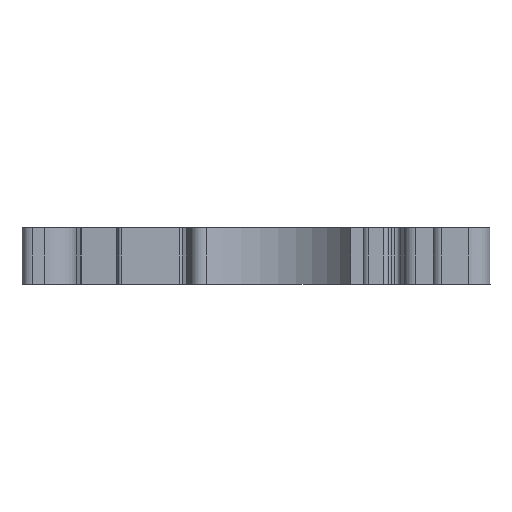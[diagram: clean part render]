
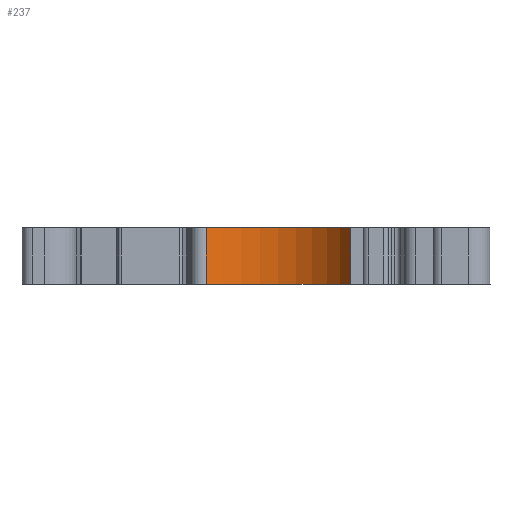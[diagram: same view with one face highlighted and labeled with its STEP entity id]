
A CAD part, front view. The second image highlights one B-rep face of the part: STEP entity #237.
In plain terms, the highlighted cylindrical face has radius 10 mm (diameter 20 mm), a partial arc.
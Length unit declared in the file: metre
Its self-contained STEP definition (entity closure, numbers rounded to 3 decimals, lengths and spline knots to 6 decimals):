
#237 = ADVANCED_FACE( '', ( #647 ), #648, .F. );
#647 = FACE_OUTER_BOUND( '', #1133, .T. );
#648 = CYLINDRICAL_SURFACE( '', #1134, 0.01 );
#1133 = EDGE_LOOP( '', ( #2811, #2812, #2813, #2814 ) );
#1134 = AXIS2_PLACEMENT_3D( '', #2815, #2816, #2817 );
#2811 = ORIENTED_EDGE( '', *, *, #3935, .F. );
#2812 = ORIENTED_EDGE( '', *, *, #3441, .T. );
#2813 = ORIENTED_EDGE( '', *, *, #3936, .T. );
#2814 = ORIENTED_EDGE( '', *, *, #3634, .T. );
#2815 = CARTESIAN_POINT( '', ( 0., -0.0196, -0.03 ) );
#2816 = DIRECTION( '', ( 0., 0., -1. ) );
#2817 = DIRECTION( '', ( 1., 0., 0. ) );
#3441 = EDGE_CURVE( '', #4222, #4220, #4223, .T. );
#3634 = EDGE_CURVE( '', #4599, #4597, #4600, .T. );
#3935 = EDGE_CURVE( '', #4222, #4597, #5051, .T. );
#3936 = EDGE_CURVE( '', #4220, #4599, #5052, .T. );
#4220 = VERTEX_POINT( '', #5410 );
#4222 = VERTEX_POINT( '', #5413 );
#4223 = CIRCLE( '', #5414, 0.01 );
#4597 = VERTEX_POINT( '', #5911 );
#4599 = VERTEX_POINT( '', #5913 );
#4600 = CIRCLE( '', #5914, 0.01 );
#5051 = LINE( '', #6623, #6624 );
#5052 = LINE( '', #6625, #6626 );
#5410 = CARTESIAN_POINT( '', ( 0.00866, -0.0146, -0.0051 ) );
#5413 = CARTESIAN_POINT( '', ( -0.004542, -0.010691, -0.0051 ) );
#5414 = AXIS2_PLACEMENT_3D( '', #6933, #6934, #6935 );
#5911 = CARTESIAN_POINT( '', ( -0.004542, -0.010691, 0.00005 ) );
#5913 = CARTESIAN_POINT( '', ( 0.00866, -0.0146, 0.00005 ) );
#5914 = AXIS2_PLACEMENT_3D( '', #7272, #7273, #7274 );
#6623 = CARTESIAN_POINT( '', ( -0.004542, -0.010691, -0.03 ) );
#6624 = VECTOR( '', #7671, 1. );
#6625 = CARTESIAN_POINT( '', ( 0.00866, -0.0146, -0.03 ) );
#6626 = VECTOR( '', #7672, 1. );
#6933 = CARTESIAN_POINT( '', ( 0., -0.0196, -0.0051 ) );
#6934 = DIRECTION( '', ( 0., 0., -1. ) );
#6935 = DIRECTION( '', ( -1., 0., 0. ) );
#7272 = CARTESIAN_POINT( '', ( 0., -0.0196, 0.00005 ) );
#7273 = DIRECTION( '', ( 0., 0., 1. ) );
#7274 = DIRECTION( '', ( 0., -1., 0. ) );
#7671 = DIRECTION( '', ( 0., 0., 1. ) );
#7672 = DIRECTION( '', ( 0., 0., 1. ) );
